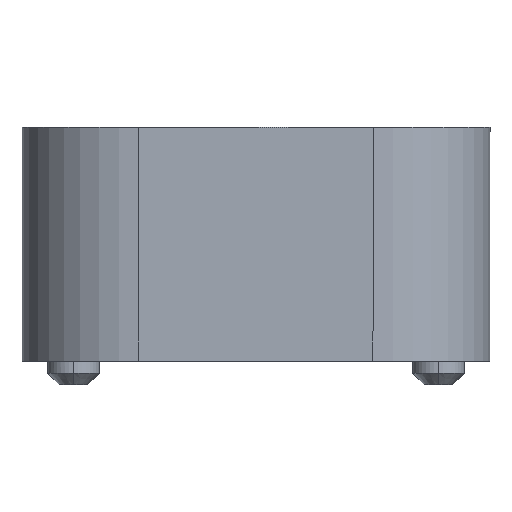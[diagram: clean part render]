
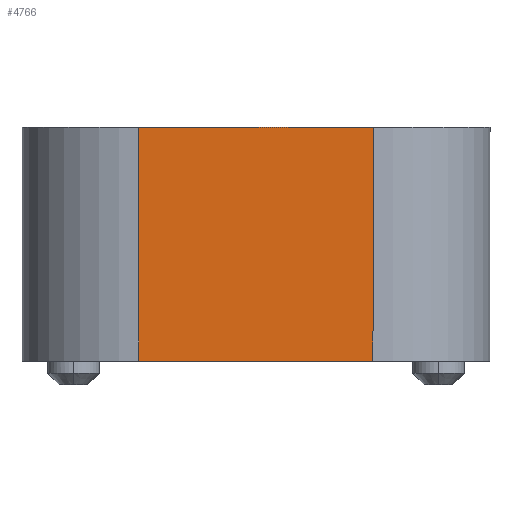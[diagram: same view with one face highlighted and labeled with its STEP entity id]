
A CAD part, top view. The second image highlights one B-rep face of the part: STEP entity #4766.
In plain terms, the highlighted planar face has unit normal (0, 0, 1).
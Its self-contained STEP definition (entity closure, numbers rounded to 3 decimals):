
#243 = EDGE_CURVE ( 'NONE', #5935, #5333, #7994, .T. ) ;
#565 = DIRECTION ( 'NONE',  ( 1., 0., 0. ) ) ;
#1507 = PLANE ( 'NONE',  #7035 ) ;
#1544 = EDGE_CURVE ( 'NONE', #10931, #5935, #6339, .T. ) ;
#1851 = DIRECTION ( 'NONE',  ( 0., -1., 0. ) ) ;
#2183 = VECTOR ( 'NONE', #8272, 1000. ) ;
#2785 = DIRECTION ( 'NONE',  ( -1., 0., 0. ) ) ;
#3877 = ORIENTED_EDGE ( 'NONE', *, *, #6637, .F. ) ;
#4065 = VECTOR ( 'NONE', #2785, 1000. ) ;
#4766 = ADVANCED_FACE ( 'NONE', ( #6256 ), #1507, .T. ) ;
#4776 = LINE ( 'NONE', #11328, #4065 ) ;
#5333 = VERTEX_POINT ( 'NONE', #6584 ) ;
#5371 = CARTESIAN_POINT ( 'NONE',  ( -10., 0., 15. ) ) ;
#5935 = VERTEX_POINT ( 'NONE', #6989 ) ;
#6066 = VECTOR ( 'NONE', #1851, 1000. ) ;
#6106 = ORIENTED_EDGE ( 'NONE', *, *, #6667, .F. ) ;
#6256 = FACE_OUTER_BOUND ( 'NONE', #8399, .T. ) ;
#6339 = LINE ( 'NONE', #7336, #2183 ) ;
#6371 = VERTEX_POINT ( 'NONE', #8720 ) ;
#6565 = VECTOR ( 'NONE', #565, 1000. ) ;
#6584 = CARTESIAN_POINT ( 'NONE',  ( 0., 5., 15. ) ) ;
#6637 = EDGE_CURVE ( 'NONE', #5333, #6371, #11510, .T. ) ;
#6667 = EDGE_CURVE ( 'NONE', #6371, #10931, #4776, .T. ) ;
#6989 = CARTESIAN_POINT ( 'NONE',  ( -10., 5., 15. ) ) ;
#7035 = AXIS2_PLACEMENT_3D ( 'NONE', #5371, #7376, #9055 ) ;
#7076 = CARTESIAN_POINT ( 'NONE',  ( -10., -5., 15. ) ) ;
#7336 = CARTESIAN_POINT ( 'NONE',  ( -10., 0., 15. ) ) ;
#7376 = DIRECTION ( 'NONE',  ( 0., 0., 1. ) ) ;
#7994 = LINE ( 'NONE', #8868, #6565 ) ;
#8272 = DIRECTION ( 'NONE',  ( 0., 1., 0. ) ) ;
#8399 = EDGE_LOOP ( 'NONE', ( #11543, #8939, #6106, #3877 ) ) ;
#8720 = CARTESIAN_POINT ( 'NONE',  ( 0., -5., 15. ) ) ;
#8868 = CARTESIAN_POINT ( 'NONE',  ( -10., 5., 15. ) ) ;
#8939 = ORIENTED_EDGE ( 'NONE', *, *, #1544, .F. ) ;
#9055 = DIRECTION ( 'NONE',  ( 1., 0., 0. ) ) ;
#10393 = CARTESIAN_POINT ( 'NONE',  ( 0., 0., 15. ) ) ;
#10931 = VERTEX_POINT ( 'NONE', #7076 ) ;
#11328 = CARTESIAN_POINT ( 'NONE',  ( 0., -5., 15. ) ) ;
#11510 = LINE ( 'NONE', #10393, #6066 ) ;
#11543 = ORIENTED_EDGE ( 'NONE', *, *, #243, .F. ) ;
